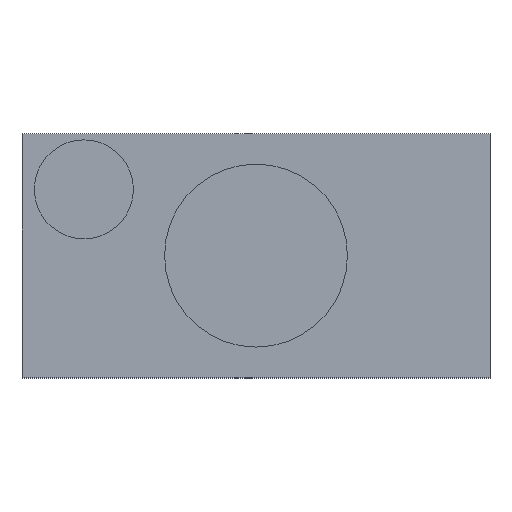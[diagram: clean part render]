
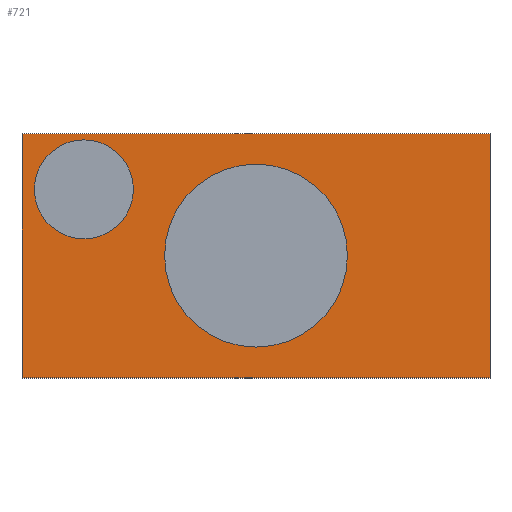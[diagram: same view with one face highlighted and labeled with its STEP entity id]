
A CAD part, top view. The second image highlights one B-rep face of the part: STEP entity #721.
In plain terms, the highlighted planar face has unit normal (0, 0, 1).
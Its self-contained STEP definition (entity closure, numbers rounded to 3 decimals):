
#497=CARTESIAN_POINT('',(7.595,-2.489,9.5));
#496=VERTEX_POINT('',#497);
#507=CARTESIAN_POINT('',(-2.007,-2.489,9.5));
#506=VERTEX_POINT('',#507);
#505=EDGE_CURVE('',#506,#496,#510,.T.);
#510=LINE('',#507,#512);
#512=VECTOR('',#513,9.601);
#513=DIRECTION('',(1.0,0.0,0.0));
#546=CARTESIAN_POINT('',(7.595,2.515,9.5));
#545=VERTEX_POINT('',#546);
#554=EDGE_CURVE('',#496,#545,#559,.T.);
#559=LINE('',#497,#561);
#561=VECTOR('',#562,5.004);
#562=DIRECTION('',(0.0,1.0,0.0));
#595=CARTESIAN_POINT('',(-2.007,2.515,9.5));
#594=VERTEX_POINT('',#595);
#603=EDGE_CURVE('',#545,#594,#608,.T.);
#608=LINE('',#546,#610);
#610=VECTOR('',#611,9.601);
#611=DIRECTION('',(-1.0,0.0,0.0));
#652=EDGE_CURVE('',#594,#506,#657,.T.);
#657=LINE('',#595,#659);
#659=VECTOR('',#660,5.004);
#660=DIRECTION('',(0.0,-1.0,0.0));
#721=ADVANCED_FACE('',(#727),#722,.T.);
#722=PLANE('',#723);
#723=AXIS2_PLACEMENT_3D('',#724,#725,#726);
#724=CARTESIAN_POINT('',(-2.007,-2.489,9.5));
#725=DIRECTION('',(0.0,0.0,1.0));
#726=DIRECTION('',(0.,1.,0.));
#727=FACE_OUTER_BOUND('',#728,.T.);
#728=EDGE_LOOP('',(#729,#739,#749,#759));
#729=ORIENTED_EDGE('',*,*,#505,.T.);
#739=ORIENTED_EDGE('',*,*,#554,.T.);
#749=ORIENTED_EDGE('',*,*,#603,.T.);
#759=ORIENTED_EDGE('',*,*,#652,.T.);
